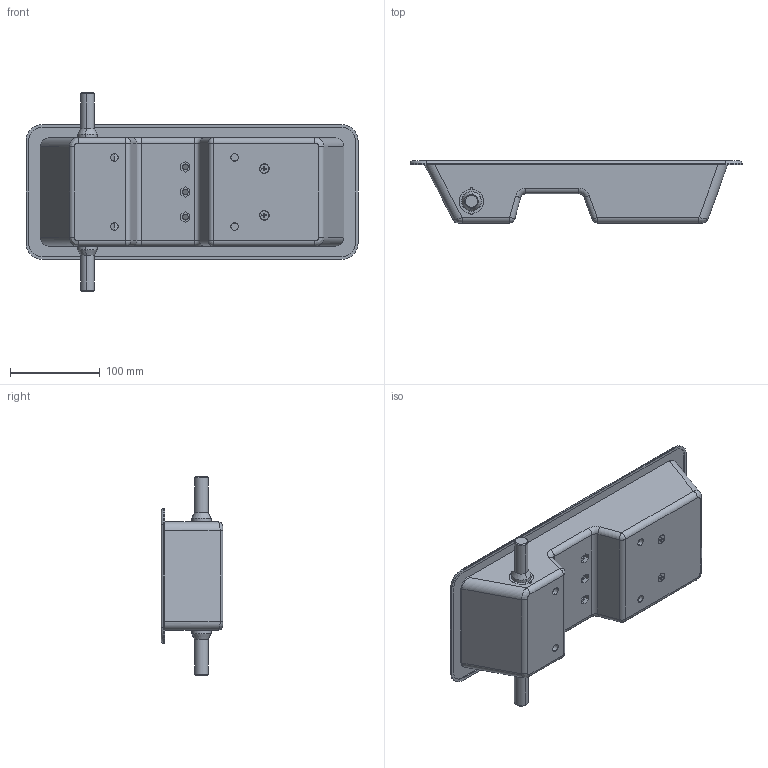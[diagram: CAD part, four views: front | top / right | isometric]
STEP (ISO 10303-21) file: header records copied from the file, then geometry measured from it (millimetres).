
FILE_DESCRIPTION (( 'STEP AP203' ), '1' );
FILE_NAME ('FA-877-3-JL.STEP', '2021-05-17T02:09:03', ( '' ), ( '' ), 'SwSTEP 2.0', 'SolidWorks 2018', '' );
FILE_SCHEMA (( 'CONFIG_CONTROL_DESIGN' ));
Length unit declared in the file: millimetre
Products named in the file (17): FA-877-3-JL_ハンドルトレイ_; FA-877-3-JL_シャフト_; FA-877-3-JL_ハンドル_; FA-877-3-JL_十字穴付皿小ねじ_内径基準ver1.02__M5x12十字穴付皿小ねじ(SUS); FA-877-3-JL_僺儞B_; FA-877-3-JL_ロック_; FA-877-3-JL_僺儞A_; FA-877-3-JL_僺儞C_; FA-877-3-JL_僴儞僪儖Assy_; FA-877-3-JL_˜ZŠpƒiƒbƒgver1.01__M5ƒiƒbƒg(SUS)1Ží; FA-877-3-JL_僴儞僪儖儀乕僗Assy_; FA-877-3-JL_ハンドルベース_; FA-877-3-JL_ワッシャー_; FA-877-3-JL_ストライカー_; FA-877-3-JL; T0230儘乕僞乕_岞奐梡_T儘乕僞乕; FA-877-3-JL_僴儞僪儖僩儗僀Assy_
Assembly tree (20 placements, depth 3):
  FA-877-3-JL
    FA-877-3-JL_僴儞僪儖僩儗僀Assy_
      FA-877-3-JL_ハンドルトレイ_
      FA-877-3-JL_ストライカー_
      FA-877-3-JL_十字穴付皿小ねじ_内径基準ver1.02__M5x12十字穴付皿小ねじ(SUS)  x2
      FA-877-3-JL_˜ZŠpƒiƒbƒgver1.01__M5ƒiƒbƒg(SUS)1Ží  x2
      FA-877-3-JL_ワッシャー_  x2
    FA-877-3-JL_僴儞僪儖儀乕僗Assy_
      FA-877-3-JL_ハンドルベース_
      FA-877-3-JL_僺儞B_
      FA-877-3-JL_僺儞C_
      T0230儘乕僞乕_岞奐梡_T儘乕僞乕
    FA-877-3-JL_シャフト_  x2
    FA-877-3-JL_僴儞僪儖Assy_
      FA-877-3-JL_ハンドル_
      FA-877-3-JL_僺儞A_
      FA-877-3-JL_ロック_
Bounding box: 370 x 69.05 x 221 mm (x, y, z)
Volume: 909837.5 mm3; surface area: 345242.7 mm2
Topology: 17 solids, 17 shells, 693 faces, 1756 edges, 1101 vertices
Faces by surface type: cylinder 278, plane 266, cone 64, torus 40, bspline 39, sphere 6
Full cylindrical faces by diameter (mm): 5.1 x2
Entity records: 22533 total; most frequent: CARTESIAN_POINT 6068, DIRECTION 3109, ORIENTED_EDGE 3050, EDGE_CURVE 1525, AXIS2_PLACEMENT_3D 1161, VERTEX_POINT 959, LINE 787, VECTOR 787
